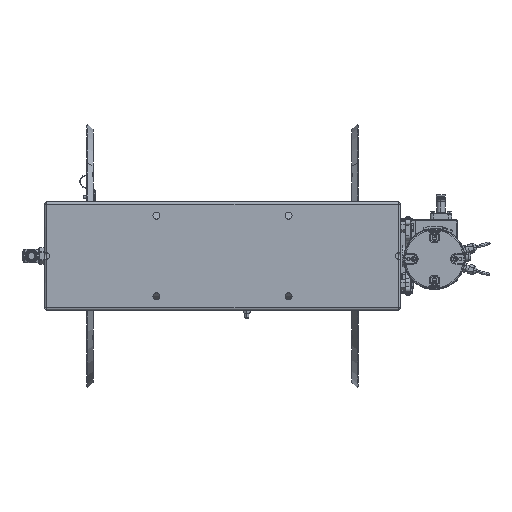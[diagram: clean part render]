
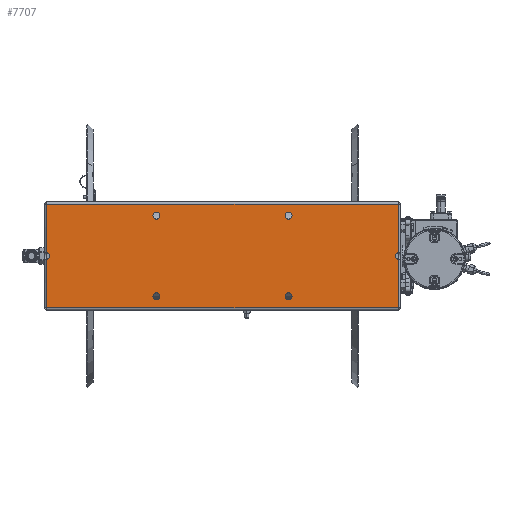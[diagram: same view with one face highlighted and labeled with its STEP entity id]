
A CAD part, front view. The second image highlights one B-rep face of the part: STEP entity #7707.
In plain terms, the highlighted planar face has unit normal (0, -1, 0).
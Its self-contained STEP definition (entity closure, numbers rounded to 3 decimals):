
#5742=DIRECTION('',(0.,0.,1.));
#5743=VECTOR('',#5742,90.067);
#5744=CARTESIAN_POINT('',(326.,-293.3,6.332));
#5745=LINE('',#5744,#5743);
#5775=DIRECTION('',(0.,0.,1.));
#5776=VECTOR('',#5775,90.067);
#5777=CARTESIAN_POINT('',(326.,-293.3,-96.399));
#5778=LINE('',#5777,#5776);
#5790=CARTESIAN_POINT('',(327.469,-293.3,0.));
#5791=DIRECTION('',(0.,-1.,0.));
#5792=DIRECTION('',(-0.226,0.,0.974));
#5793=AXIS2_PLACEMENT_3D('',#5790,#5791,#5792);
#5795=CARTESIAN_POINT('',(-327.469,-293.3,0.));
#5796=DIRECTION('',(0.,-1.,0.));
#5797=DIRECTION('',(0.226,0.,-0.974));
#5798=AXIS2_PLACEMENT_3D('',#5795,#5796,#5797);
#5800=CARTESIAN_POINT('',(-122.5,-293.3,75.));
#5801=DIRECTION('',(0.,-1.,0.));
#5802=DIRECTION('',(-1.,0.,0.));
#5803=AXIS2_PLACEMENT_3D('',#5800,#5801,#5802);
#5805=CARTESIAN_POINT('',(-122.5,-293.3,75.));
#5806=DIRECTION('',(0.,-1.,0.));
#5807=DIRECTION('',(1.,0.,0.));
#5808=AXIS2_PLACEMENT_3D('',#5805,#5806,#5807);
#5810=CARTESIAN_POINT('',(122.5,-293.3,75.));
#5811=DIRECTION('',(0.,-1.,0.));
#5812=DIRECTION('',(-1.,0.,0.));
#5813=AXIS2_PLACEMENT_3D('',#5810,#5811,#5812);
#5815=CARTESIAN_POINT('',(122.5,-293.3,75.));
#5816=DIRECTION('',(0.,-1.,0.));
#5817=DIRECTION('',(1.,0.,0.));
#5818=AXIS2_PLACEMENT_3D('',#5815,#5816,#5817);
#5820=CARTESIAN_POINT('',(122.5,-293.3,-75.));
#5821=DIRECTION('',(0.,-1.,0.));
#5822=DIRECTION('',(-1.,0.,0.));
#5823=AXIS2_PLACEMENT_3D('',#5820,#5821,#5822);
#5825=CARTESIAN_POINT('',(122.5,-293.3,-75.));
#5826=DIRECTION('',(0.,-1.,0.));
#5827=DIRECTION('',(1.,0.,0.));
#5828=AXIS2_PLACEMENT_3D('',#5825,#5826,#5827);
#5830=CARTESIAN_POINT('',(-122.5,-293.3,-75.));
#5831=DIRECTION('',(0.,-1.,0.));
#5832=DIRECTION('',(-1.,0.,0.));
#5833=AXIS2_PLACEMENT_3D('',#5830,#5831,#5832);
#5835=CARTESIAN_POINT('',(-122.5,-293.3,-75.));
#5836=DIRECTION('',(0.,-1.,0.));
#5837=DIRECTION('',(1.,0.,0.));
#5838=AXIS2_PLACEMENT_3D('',#5835,#5836,#5837);
#5847=DIRECTION('',(-1.,0.,0.));
#5848=VECTOR('',#5847,652.);
#5849=CARTESIAN_POINT('',(326.,-293.3,-96.399));
#5850=LINE('',#5849,#5848);
#6000=DIRECTION('',(0.,0.,1.));
#6001=VECTOR('',#6000,90.067);
#6002=CARTESIAN_POINT('',(-326.,-293.3,6.332));
#6003=LINE('',#6002,#6001);
#6015=DIRECTION('',(0.,0.,1.));
#6016=VECTOR('',#6015,90.067);
#6017=CARTESIAN_POINT('',(-326.,-293.3,-96.399));
#6018=LINE('',#6017,#6016);
#6467=DIRECTION('',(-1.,0.,0.));
#6468=VECTOR('',#6467,652.);
#6469=CARTESIAN_POINT('',(326.,-293.3,96.399));
#6470=LINE('',#6469,#6468);
#7088=CARTESIAN_POINT('',(-326.,-293.3,96.399));
#7090=VERTEX_POINT('',#7088);
#7093=CARTESIAN_POINT('',(-326.,-293.3,-96.399));
#7095=VERTEX_POINT('',#7093);
#7100=CARTESIAN_POINT('',(326.,-293.3,96.399));
#7102=VERTEX_POINT('',#7100);
#7118=CARTESIAN_POINT('',(326.,-293.3,-96.399));
#7120=VERTEX_POINT('',#7118);
#7178=CARTESIAN_POINT('',(326.,-293.3,-6.332));
#7179=CARTESIAN_POINT('',(326.,-293.3,6.332));
#7180=VERTEX_POINT('',#7178);
#7181=VERTEX_POINT('',#7179);
#7182=CARTESIAN_POINT('',(-326.,-293.3,6.332));
#7183=CARTESIAN_POINT('',(-326.,-293.3,-6.332));
#7184=VERTEX_POINT('',#7182);
#7185=VERTEX_POINT('',#7183);
#7206=CARTESIAN_POINT('',(-129.,-293.3,75.));
#7207=CARTESIAN_POINT('',(-116.,-293.3,75.));
#7208=VERTEX_POINT('',#7206);
#7209=VERTEX_POINT('',#7207);
#7210=CARTESIAN_POINT('',(116.,-293.3,75.));
#7211=CARTESIAN_POINT('',(129.,-293.3,75.));
#7212=VERTEX_POINT('',#7210);
#7213=VERTEX_POINT('',#7211);
#7214=CARTESIAN_POINT('',(116.,-293.3,-75.));
#7215=CARTESIAN_POINT('',(129.,-293.3,-75.));
#7216=VERTEX_POINT('',#7214);
#7217=VERTEX_POINT('',#7215);
#7218=CARTESIAN_POINT('',(-129.,-293.3,-75.));
#7219=CARTESIAN_POINT('',(-116.,-293.3,-75.));
#7220=VERTEX_POINT('',#7218);
#7221=VERTEX_POINT('',#7219);
#7662=CARTESIAN_POINT('',(330.,-293.3,-101.));
#7663=DIRECTION('',(0.,-1.,0.));
#7664=DIRECTION('',(0.,0.,1.));
#7665=AXIS2_PLACEMENT_3D('',#7662,#7663,#7664);
#7666=PLANE('',#7665);
#7668=ORIENTED_EDGE('',*,*,#7667,.T.);
#7669=ORIENTED_EDGE('',*,*,#7643,.F.);
#7671=ORIENTED_EDGE('',*,*,#7670,.T.);
#7673=ORIENTED_EDGE('',*,*,#7672,.T.);
#7675=ORIENTED_EDGE('',*,*,#7674,.T.);
#7677=ORIENTED_EDGE('',*,*,#7676,.T.);
#7679=ORIENTED_EDGE('',*,*,#7678,.F.);
#7680=ORIENTED_EDGE('',*,*,#7613,.F.);
#7681=EDGE_LOOP('',(#7668,#7669,#7671,#7673,#7675,#7677,#7679,#7680));
#7682=FACE_OUTER_BOUND('',#7681,.F.);
#7684=ORIENTED_EDGE('',*,*,#7683,.T.);
#7686=ORIENTED_EDGE('',*,*,#7685,.T.);
#7687=EDGE_LOOP('',(#7684,#7686));
#7688=FACE_BOUND('',#7687,.F.);
#7690=ORIENTED_EDGE('',*,*,#7689,.T.);
#7692=ORIENTED_EDGE('',*,*,#7691,.T.);
#7693=EDGE_LOOP('',(#7690,#7692));
#7694=FACE_BOUND('',#7693,.F.);
#7696=ORIENTED_EDGE('',*,*,#7695,.T.);
#7698=ORIENTED_EDGE('',*,*,#7697,.T.);
#7699=EDGE_LOOP('',(#7696,#7698));
#7700=FACE_BOUND('',#7699,.F.);
#7702=ORIENTED_EDGE('',*,*,#7701,.T.);
#7704=ORIENTED_EDGE('',*,*,#7703,.T.);
#7705=EDGE_LOOP('',(#7702,#7704));
#7706=FACE_BOUND('',#7705,.F.);
#7707=ADVANCED_FACE('',(#7682,#7688,#7694,#7700,#7706),#7666,.T.);
#5794=CIRCLE('',#5793,6.5);
#5799=CIRCLE('',#5798,6.5);
#5804=CIRCLE('',#5803,6.5);
#5809=CIRCLE('',#5808,6.5);
#5814=CIRCLE('',#5813,6.5);
#5819=CIRCLE('',#5818,6.5);
#5824=CIRCLE('',#5823,6.5);
#5829=CIRCLE('',#5828,6.5);
#5834=CIRCLE('',#5833,6.5);
#5839=CIRCLE('',#5838,6.5);
#7613=EDGE_CURVE('',#7181,#7102,#5745,.T.);
#7643=EDGE_CURVE('',#7120,#7180,#5778,.T.);
#7667=EDGE_CURVE('',#7181,#7180,#5794,.T.);
#7670=EDGE_CURVE('',#7120,#7095,#5850,.T.);
#7672=EDGE_CURVE('',#7095,#7185,#6018,.T.);
#7674=EDGE_CURVE('',#7185,#7184,#5799,.T.);
#7676=EDGE_CURVE('',#7184,#7090,#6003,.T.);
#7678=EDGE_CURVE('',#7102,#7090,#6470,.T.);
#7683=EDGE_CURVE('',#7208,#7209,#5804,.T.);
#7685=EDGE_CURVE('',#7209,#7208,#5809,.T.);
#7689=EDGE_CURVE('',#7212,#7213,#5814,.T.);
#7691=EDGE_CURVE('',#7213,#7212,#5819,.T.);
#7695=EDGE_CURVE('',#7216,#7217,#5824,.T.);
#7697=EDGE_CURVE('',#7217,#7216,#5829,.T.);
#7701=EDGE_CURVE('',#7220,#7221,#5834,.T.);
#7703=EDGE_CURVE('',#7221,#7220,#5839,.T.);
